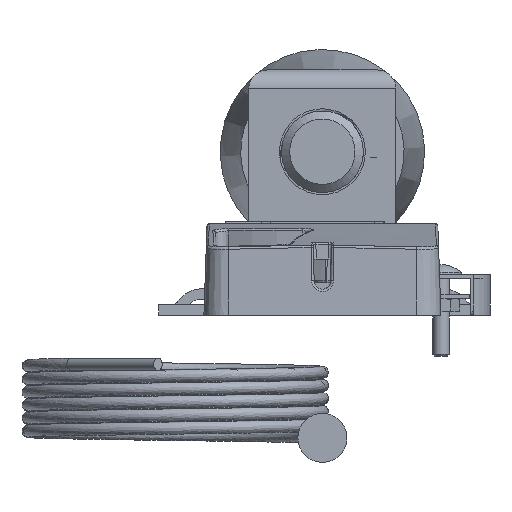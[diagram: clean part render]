
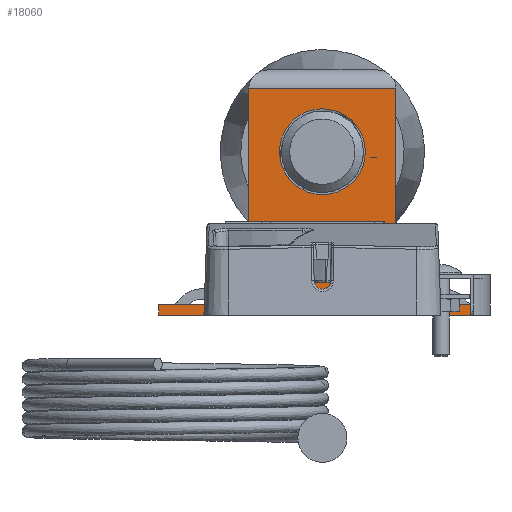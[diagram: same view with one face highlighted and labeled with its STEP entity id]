
A CAD part, left-side view. The second image highlights one B-rep face of the part: STEP entity #18060.
In plain terms, the highlighted planar face has unit normal (-1, 0, 0).
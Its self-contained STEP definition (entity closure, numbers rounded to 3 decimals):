
#1377=FACE_BOUND('',#4102,.T.);
#1424=CIRCLE('',#19521,1.3);
#1425=CIRCLE('',#19524,1.3);
#1478=CIRCLE('',#19617,5.25);
#2533=PLANE('',#19627);
#2860=FACE_OUTER_BOUND('',#4101,.T.);
#4101=EDGE_LOOP('',(#12331,#12332,#12333,#12334,#12335,#12336,#12337,#12338,
#12339,#12340));
#4102=EDGE_LOOP('',(#12341));
#5475=LINE('',#27072,#6494);
#5480=LINE('',#27081,#6499);
#5489=LINE('',#27110,#6508);
#5502=LINE('',#27138,#6521);
#5526=LINE('',#27283,#6545);
#5568=LINE('',#27392,#6587);
#5577=LINE('',#27420,#6596);
#5578=LINE('',#27423,#6597);
#6494=VECTOR('',#21703,10.);
#6499=VECTOR('',#21712,10.);
#6508=VECTOR('',#21739,10.);
#6521=VECTOR('',#21758,10.);
#6545=VECTOR('',#21886,10.);
#6587=VECTOR('',#21994,10.);
#6596=VECTOR('',#22031,10.);
#6597=VECTOR('',#22036,10.);
#7513=VERTEX_POINT('',#27064);
#7515=VERTEX_POINT('',#27070);
#7517=VERTEX_POINT('',#27079);
#7527=VERTEX_POINT('',#27104);
#7528=VERTEX_POINT('',#27106);
#7529=VERTEX_POINT('',#27112);
#7540=VERTEX_POINT('',#27136);
#7579=VERTEX_POINT('',#27282);
#7612=VERTEX_POINT('',#27389);
#7613=VERTEX_POINT('',#27391);
#7618=VERTEX_POINT('',#27405);
#9167=EDGE_CURVE('',#7515,#7513,#5475,.T.);
#9172=EDGE_CURVE('',#7517,#7515,#5480,.T.);
#9184=EDGE_CURVE('',#7527,#7528,#1424,.T.);
#9186=EDGE_CURVE('',#7527,#7513,#5489,.T.);
#9188=EDGE_CURVE('',#7529,#7517,#1425,.T.);
#9200=EDGE_CURVE('',#7529,#7540,#5502,.T.);
#9258=EDGE_CURVE('',#7528,#7579,#5526,.T.);
#9316=EDGE_CURVE('',#7612,#7613,#5568,.T.);
#9324=EDGE_CURVE('',#7618,#7618,#1478,.T.);
#9330=EDGE_CURVE('',#7540,#7613,#5577,.T.);
#9331=EDGE_CURVE('',#7612,#7579,#5578,.T.);
#12331=ORIENTED_EDGE('',*,*,#9167,.F.);
#12332=ORIENTED_EDGE('',*,*,#9172,.F.);
#12333=ORIENTED_EDGE('',*,*,#9188,.F.);
#12334=ORIENTED_EDGE('',*,*,#9200,.T.);
#12335=ORIENTED_EDGE('',*,*,#9330,.T.);
#12336=ORIENTED_EDGE('',*,*,#9316,.F.);
#12337=ORIENTED_EDGE('',*,*,#9331,.T.);
#12338=ORIENTED_EDGE('',*,*,#9258,.F.);
#12339=ORIENTED_EDGE('',*,*,#9184,.F.);
#12340=ORIENTED_EDGE('',*,*,#9186,.T.);
#12341=ORIENTED_EDGE('',*,*,#9324,.T.);
#18060=ADVANCED_FACE('',(#2860,#1377),#2533,.T.);
#19521=AXIS2_PLACEMENT_3D('',#27107,#21734,#21735);
#19524=AXIS2_PLACEMENT_3D('',#27114,#21743,#21744);
#19617=AXIS2_PLACEMENT_3D('',#27407,#22010,#22011);
#19627=AXIS2_PLACEMENT_3D('',#27424,#22037,#22038);
#21703=DIRECTION('',(0.,-1.,0.));
#21712=DIRECTION('',(0.,0.,1.));
#21734=DIRECTION('center_axis',(-1.,0.,0.));
#21735=DIRECTION('ref_axis',(0.,0.707,-0.707));
#21739=DIRECTION('',(0.,0.,1.));
#21743=DIRECTION('center_axis',(-1.,0.,0.));
#21744=DIRECTION('ref_axis',(0.,-0.707,-0.707));
#21758=DIRECTION('',(0.,1.,0.));
#21886=DIRECTION('',(0.,-1.,0.));
#21994=DIRECTION('',(0.,1.,0.));
#22010=DIRECTION('center_axis',(1.,0.,0.));
#22011=DIRECTION('ref_axis',(0.,1.,0.));
#22031=DIRECTION('',(0.,0.,-1.));
#22036=DIRECTION('',(0.,0.,1.));
#22037=DIRECTION('center_axis',(-1.,0.,0.));
#22038=DIRECTION('ref_axis',(0.,0.,1.));
#27064=CARTESIAN_POINT('',(-33.,-9.,27.7));
#27070=CARTESIAN_POINT('',(-33.,9.,27.7));
#27072=CARTESIAN_POINT('',(-33.,-4.5,27.7));
#27079=CARTESIAN_POINT('',(-33.,9.,2.6));
#27081=CARTESIAN_POINT('',(-33.,9.,0.));
#27104=CARTESIAN_POINT('',(-33.,-9.,2.6));
#27106=CARTESIAN_POINT('',(-33.,-10.3,1.3));
#27107=CARTESIAN_POINT('Origin',(-33.,-10.3,2.6));
#27110=CARTESIAN_POINT('',(-33.,-9.,0.));
#27112=CARTESIAN_POINT('',(-33.,10.3,1.3));
#27114=CARTESIAN_POINT('Origin',(-33.,10.3,2.6));
#27136=CARTESIAN_POINT('',(-33.,20.,1.3));
#27138=CARTESIAN_POINT('',(-33.,9.,1.3));
#27282=CARTESIAN_POINT('',(-33.,-20.,1.3));
#27283=CARTESIAN_POINT('',(-33.,-9.,1.3));
#27389=CARTESIAN_POINT('',(-33.,-20.,0.));
#27391=CARTESIAN_POINT('',(-33.,20.,0.));
#27392=CARTESIAN_POINT('',(-33.,9.,0.));
#27405=CARTESIAN_POINT('',(-33.,-5.25,20.));
#27407=CARTESIAN_POINT('Origin',(-33.,0.,20.));
#27420=CARTESIAN_POINT('',(-33.,20.,0.));
#27423=CARTESIAN_POINT('',(-33.,-20.,1.3));
#27424=CARTESIAN_POINT('Origin',(-33.,-9.,0.));
